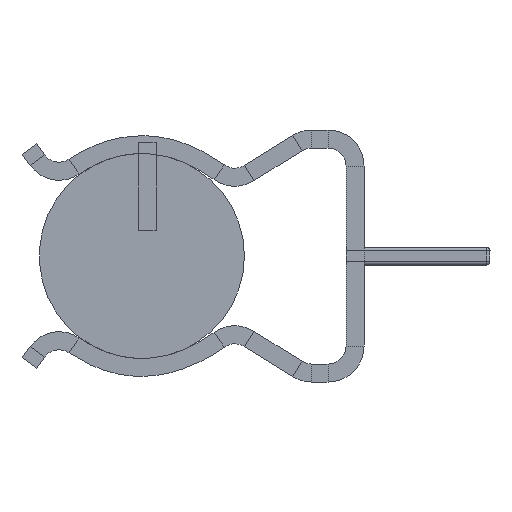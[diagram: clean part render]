
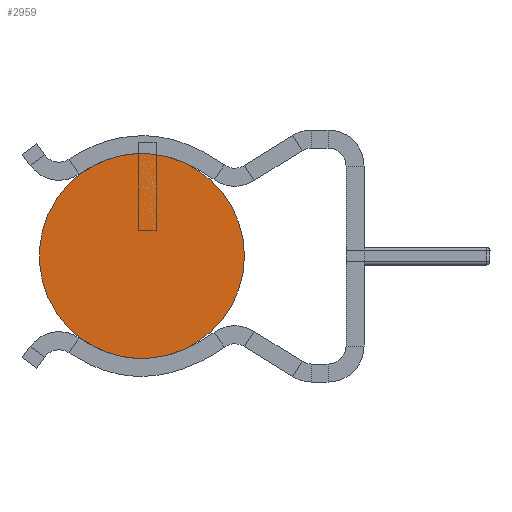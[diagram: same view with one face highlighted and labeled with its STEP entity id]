
A CAD part, left-side view. The second image highlights one B-rep face of the part: STEP entity #2959.
In plain terms, the highlighted planar face has unit normal (-1, 0, 0).
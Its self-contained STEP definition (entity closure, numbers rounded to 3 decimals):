
#578=B_SPLINE_CURVE_WITH_KNOTS('',2,(#4866,#4867,#4868),.UNSPECIFIED.,.F.,
 .F.,(3,3),(1.26,1.522),.UNSPECIFIED.);
#579=B_SPLINE_CURVE_WITH_KNOTS('',2,(#4870,#4871,#4872),.UNSPECIFIED.,.F.,
 .F.,(3,3),(1.478,1.74),.UNSPECIFIED.);
#580=B_SPLINE_CURVE_WITH_KNOTS('',2,(#4873,#4874,#4875),.UNSPECIFIED.,.F.,
 .F.,(3,3),(1.233,1.478),.UNSPECIFIED.);
#581=B_SPLINE_CURVE_WITH_KNOTS('',2,(#4876,#4877,#4878),.UNSPECIFIED.,.F.,
 .F.,(3,3),(1.522,1.767),.UNSPECIFIED.);
#659=PLANE('',#3236);
#836=FACE_OUTER_BOUND('',#1046,.T.);
#1046=EDGE_LOOP('',(#2377,#2378,#2379,#2380,#2381,#2382));
#1216=CIRCLE('',#3230,2.848);
#1219=CIRCLE('',#3234,2.848);
#1392=VERTEX_POINT('',#4832);
#1394=VERTEX_POINT('',#4835);
#1397=VERTEX_POINT('',#4842);
#1399=VERTEX_POINT('',#4846);
#1402=VERTEX_POINT('',#4865);
#1403=VERTEX_POINT('',#4869);
#1721=EDGE_CURVE('',#1394,#1392,#1216,.T.);
#1727=EDGE_CURVE('',#1397,#1399,#1219,.T.);
#1732=EDGE_CURVE('',#1397,#1402,#578,.T.);
#1733=EDGE_CURVE('',#1403,#1399,#579,.T.);
#1734=EDGE_CURVE('',#1394,#1403,#580,.T.);
#1735=EDGE_CURVE('',#1402,#1392,#581,.T.);
#2377=ORIENTED_EDGE('',*,*,#1732,.F.);
#2378=ORIENTED_EDGE('',*,*,#1727,.T.);
#2379=ORIENTED_EDGE('',*,*,#1733,.F.);
#2380=ORIENTED_EDGE('',*,*,#1734,.F.);
#2381=ORIENTED_EDGE('',*,*,#1721,.T.);
#2382=ORIENTED_EDGE('',*,*,#1735,.F.);
#2959=ADVANCED_FACE('',(#836),#659,.F.);
#3230=AXIS2_PLACEMENT_3D('',#4836,#3846,#3847);
#3234=AXIS2_PLACEMENT_3D('',#4848,#3857,#3858);
#3236=AXIS2_PLACEMENT_3D('',#4864,#3861,#3862);
#3846=DIRECTION('center_axis',(-1.,0.,0.));
#3847=DIRECTION('ref_axis',(0.,-1.,0.));
#3857=DIRECTION('center_axis',(-1.,0.,0.));
#3858=DIRECTION('ref_axis',(0.,-1.,0.));
#3861=DIRECTION('center_axis',(1.,0.,0.));
#3862=DIRECTION('ref_axis',(0.,0.,-1.));
#4832=CARTESIAN_POINT('',(0.,1.926,-2.496));
#4835=CARTESIAN_POINT('',(0.,1.926,2.514));
#4836=CARTESIAN_POINT('Origin',(0.,0.571,0.009));
#4842=CARTESIAN_POINT('',(0.,-0.608,-2.583));
#4846=CARTESIAN_POINT('',(0.,-0.608,2.602));
#4848=CARTESIAN_POINT('Origin',(0.,0.571,0.009));
#4864=CARTESIAN_POINT('Origin',(0.,0.571,0.009));
#4865=CARTESIAN_POINT('',(0.,0.716,-2.835));
#4866=CARTESIAN_POINT('Ctrl Pts',(0.,-0.608,-2.583));
#4867=CARTESIAN_POINT('Ctrl Pts',(0.,0.061,-2.868));
#4868=CARTESIAN_POINT('Ctrl Pts',(0.,0.716,-2.835));
#4869=CARTESIAN_POINT('',(0.,0.716,2.853));
#4870=CARTESIAN_POINT('Ctrl Pts',(0.,0.716,2.853));
#4871=CARTESIAN_POINT('Ctrl Pts',(0.,0.061,2.887));
#4872=CARTESIAN_POINT('Ctrl Pts',(0.,-0.608,2.602));
#4873=CARTESIAN_POINT('Ctrl Pts',(0.,1.926,2.514));
#4874=CARTESIAN_POINT('Ctrl Pts',(0.,1.327,2.822));
#4875=CARTESIAN_POINT('Ctrl Pts',(0.,0.716,2.853));
#4876=CARTESIAN_POINT('Ctrl Pts',(0.,0.716,-2.835));
#4877=CARTESIAN_POINT('Ctrl Pts',(0.,1.327,-2.804));
#4878=CARTESIAN_POINT('Ctrl Pts',(0.,1.926,-2.496));
